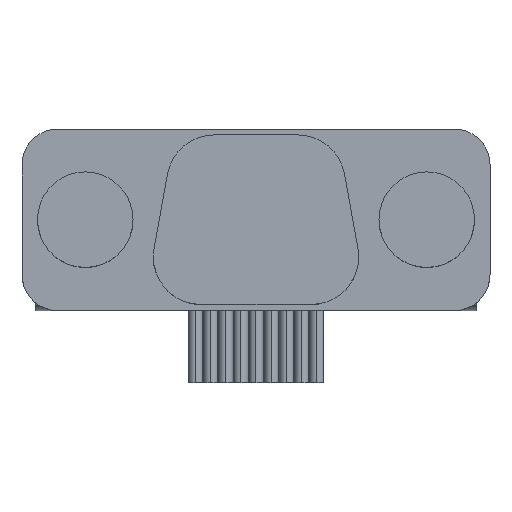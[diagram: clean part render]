
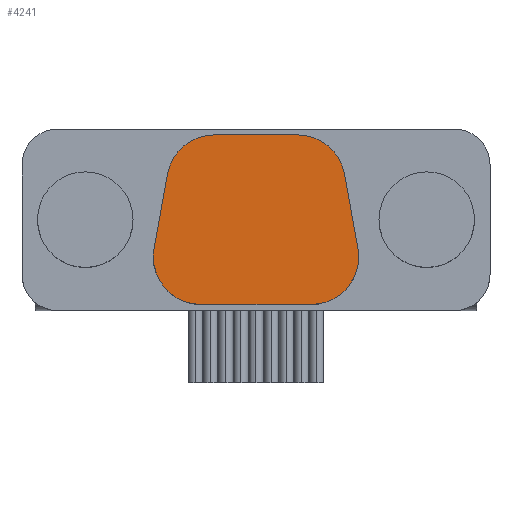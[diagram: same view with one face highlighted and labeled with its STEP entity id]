
A CAD part, top view. The second image highlights one B-rep face of the part: STEP entity #4241.
In plain terms, the highlighted planar face has unit normal (0, 0, 1).
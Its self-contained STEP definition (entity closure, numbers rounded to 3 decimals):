
#26 = EDGE_CURVE ( 'NONE', #2161, #2745, #2950, .T. ) ;
#56 = CARTESIAN_POINT ( 'NONE',  ( -4.304, 2.25, 7.3 ) ) ;
#150 = DIRECTION ( 'NONE',  ( 0., 0., 1. ) ) ;
#206 = CARTESIAN_POINT ( 'NONE',  ( -4.272, 2.608, 7.3 ) ) ;
#311 = FACE_OUTER_BOUND ( 'NONE', #1859, .T. ) ;
#337 = CIRCLE ( 'NONE', #2800, 2. ) ;
#385 = CARTESIAN_POINT ( 'NONE',  ( -3.41, 7.35, 7.3 ) ) ;
#386 = ORIENTED_EDGE ( 'NONE', *, *, #2601, .T. ) ;
#423 = VERTEX_POINT ( 'NONE', #2076 ) ;
#535 = DIRECTION ( 'NONE',  ( 1., 0., 0. ) ) ;
#568 = AXIS2_PLACEMENT_3D ( 'NONE', #2656, #3743, #1540 ) ;
#660 = CIRCLE ( 'NONE', #905, 2. ) ;
#667 = EDGE_CURVE ( 'NONE', #1732, #2998, #2962, .T. ) ;
#819 = EDGE_CURVE ( 'NONE', #3522, #2161, #660, .T. ) ;
#845 = ORIENTED_EDGE ( 'NONE', *, *, #2496, .T. ) ;
#905 = AXIS2_PLACEMENT_3D ( 'NONE', #1350, #3852, #535 ) ;
#926 = VERTEX_POINT ( 'NONE', #1056 ) ;
#1001 = DIRECTION ( 'NONE',  ( 1., 0., 0. ) ) ;
#1022 = DIRECTION ( 'NONE',  ( 0., 0., 1. ) ) ;
#1056 = CARTESIAN_POINT ( 'NONE',  ( 4.272, 2.608, 7.3 ) ) ;
#1061 = AXIS2_PLACEMENT_3D ( 'NONE', #2454, #1022, #1001 ) ;
#1280 = CARTESIAN_POINT ( 'NONE',  ( -3.41, 7.35, 7.3 ) ) ;
#1350 = CARTESIAN_POINT ( 'NONE',  ( -2.304, 2.25, 7.3 ) ) ;
#1363 = VERTEX_POINT ( 'NONE', #2038 ) ;
#1374 = LINE ( 'NONE', #4303, #4038 ) ;
#1393 = DIRECTION ( 'NONE',  ( 1., 0., 0. ) ) ;
#1531 = AXIS2_PLACEMENT_3D ( 'NONE', #3458, #150, #1393 ) ;
#1540 = DIRECTION ( 'NONE',  ( 1., 0., 0. ) ) ;
#1695 = ORIENTED_EDGE ( 'NONE', *, *, #2497, .T. ) ;
#1732 = VERTEX_POINT ( 'NONE', #2169 ) ;
#1744 = VECTOR ( 'NONE', #4163, 1000. ) ;
#1859 = EDGE_LOOP ( 'NONE', ( #4608, #4182, #2585, #4369, #4076, #2583, #386, #1695, #845 ) ) ;
#2028 = DIRECTION ( 'NONE',  ( 1., 0., 0. ) ) ;
#2038 = CARTESIAN_POINT ( 'NONE',  ( 2.304, 0.25, 7.3 ) ) ;
#2076 = CARTESIAN_POINT ( 'NONE',  ( 3.708, 5.708, 7.3 ) ) ;
#2161 = VERTEX_POINT ( 'NONE', #56 ) ;
#2169 = CARTESIAN_POINT ( 'NONE',  ( 1.741, 7.35, 7.3 ) ) ;
#2269 = CARTESIAN_POINT ( 'NONE',  ( -4.7, 0.25, 7.3 ) ) ;
#2321 = EDGE_CURVE ( 'NONE', #2745, #1363, #4093, .T. ) ;
#2441 = LINE ( 'NONE', #1280, #2718 ) ;
#2454 = CARTESIAN_POINT ( 'NONE',  ( 0., 0., 7.3 ) ) ;
#2496 = EDGE_CURVE ( 'NONE', #423, #1732, #337, .T. ) ;
#2497 = EDGE_CURVE ( 'NONE', #926, #423, #1374, .T. ) ;
#2535 = DIRECTION ( 'NONE',  ( 1., 0., 0. ) ) ;
#2583 = ORIENTED_EDGE ( 'NONE', *, *, #2321, .T. ) ;
#2585 = ORIENTED_EDGE ( 'NONE', *, *, #3200, .T. ) ;
#2601 = EDGE_CURVE ( 'NONE', #1363, #926, #4281, .T. ) ;
#2656 = CARTESIAN_POINT ( 'NONE',  ( 2.304, 2.25, 7.3 ) ) ;
#2718 = VECTOR ( 'NONE', #3071, 1000. ) ;
#2745 = VERTEX_POINT ( 'NONE', #3867 ) ;
#2776 = VECTOR ( 'NONE', #2028, 1000. ) ;
#2800 = AXIS2_PLACEMENT_3D ( 'NONE', #3235, #4344, #4663 ) ;
#2950 = CIRCLE ( 'NONE', #3799, 2. ) ;
#2962 = LINE ( 'NONE', #385, #1744 ) ;
#2982 = VERTEX_POINT ( 'NONE', #3992 ) ;
#2998 = VERTEX_POINT ( 'NONE', #4376 ) ;
#3071 = DIRECTION ( 'NONE',  ( -0.179, -0.984, 0. ) ) ;
#3182 = PLANE ( 'NONE',  #1061 ) ;
#3200 = EDGE_CURVE ( 'NONE', #2982, #3522, #2441, .T. ) ;
#3235 = CARTESIAN_POINT ( 'NONE',  ( 1.741, 5.35, 7.3 ) ) ;
#3458 = CARTESIAN_POINT ( 'NONE',  ( -1.741, 5.35, 7.3 ) ) ;
#3522 = VERTEX_POINT ( 'NONE', #206 ) ;
#3593 = CIRCLE ( 'NONE', #1531, 2. ) ;
#3743 = DIRECTION ( 'NONE',  ( 0., 0., 1. ) ) ;
#3799 = AXIS2_PLACEMENT_3D ( 'NONE', #4018, #4358, #2535 ) ;
#3852 = DIRECTION ( 'NONE',  ( 0., 0., 1. ) ) ;
#3867 = CARTESIAN_POINT ( 'NONE',  ( -2.304, 0.25, 7.3 ) ) ;
#3936 = DIRECTION ( 'NONE',  ( -0.179, 0.984, 0. ) ) ;
#3992 = CARTESIAN_POINT ( 'NONE',  ( -3.708, 5.708, 7.3 ) ) ;
#4018 = CARTESIAN_POINT ( 'NONE',  ( -2.304, 2.25, 7.3 ) ) ;
#4038 = VECTOR ( 'NONE', #3936, 1000. ) ;
#4076 = ORIENTED_EDGE ( 'NONE', *, *, #26, .T. ) ;
#4093 = LINE ( 'NONE', #2269, #2776 ) ;
#4163 = DIRECTION ( 'NONE',  ( -1., 0., 0. ) ) ;
#4171 = EDGE_CURVE ( 'NONE', #2998, #2982, #3593, .T. ) ;
#4182 = ORIENTED_EDGE ( 'NONE', *, *, #4171, .T. ) ;
#4241 = ADVANCED_FACE ( 'NONE', ( #311 ), #3182, .T. ) ;
#4281 = CIRCLE ( 'NONE', #568, 2. ) ;
#4303 = CARTESIAN_POINT ( 'NONE',  ( 3.41, 7.35, 7.3 ) ) ;
#4344 = DIRECTION ( 'NONE',  ( 0., 0., 1. ) ) ;
#4358 = DIRECTION ( 'NONE',  ( 0., 0., 1. ) ) ;
#4369 = ORIENTED_EDGE ( 'NONE', *, *, #819, .T. ) ;
#4376 = CARTESIAN_POINT ( 'NONE',  ( -1.741, 7.35, 7.3 ) ) ;
#4608 = ORIENTED_EDGE ( 'NONE', *, *, #667, .T. ) ;
#4663 = DIRECTION ( 'NONE',  ( 1., 0., 0. ) ) ;
